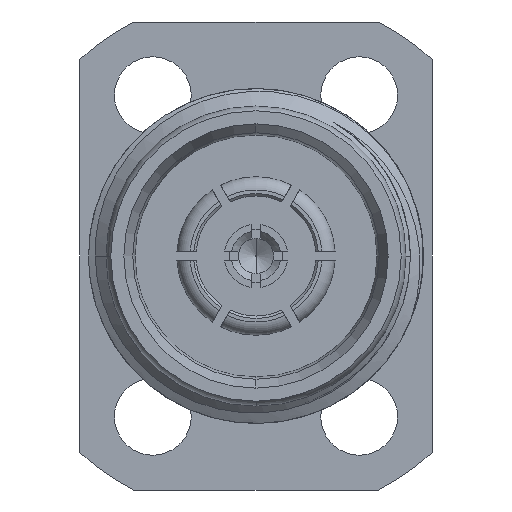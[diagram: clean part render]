
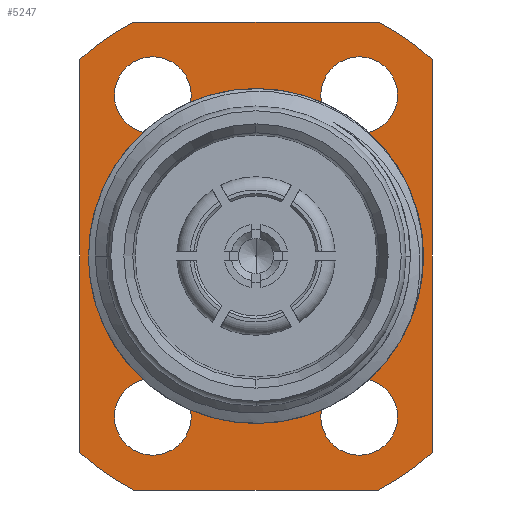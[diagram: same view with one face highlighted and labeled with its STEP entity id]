
A CAD part, left-side view. The second image highlights one B-rep face of the part: STEP entity #5247.
In plain terms, the highlighted planar face has unit normal (-1, 0, 0).
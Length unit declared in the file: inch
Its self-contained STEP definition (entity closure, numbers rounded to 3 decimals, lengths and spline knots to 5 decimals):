
#710=CARTESIAN_POINT('',(0.24409,0.,0.));
#711=DIRECTION('',(-1.,0.,0.));
#712=DIRECTION('',(0.,0.463,0.886));
#713=AXIS2_PLACEMENT_3D('',#710,#711,#712);
#715=DIRECTION('',(0.,1.,0.));
#716=VECTOR('',#715,0.40101);
#717=CARTESIAN_POINT('',(0.24409,-0.20051,
0.38386));
#718=LINE('',#717,#716);
#719=CARTESIAN_POINT('',(0.24409,0.,0.));
#720=DIRECTION('',(-1.,0.,0.));
#721=DIRECTION('',(0.,-0.668,0.744));
#722=AXIS2_PLACEMENT_3D('',#719,#720,#721);
#724=DIRECTION('',(0.,0.,1.));
#725=VECTOR('',#724,0.64441);
#726=CARTESIAN_POINT('',(0.24409,-0.28937,
-0.3222));
#727=LINE('',#726,#725);
#728=CARTESIAN_POINT('',(0.24409,0.,0.));
#729=DIRECTION('',(-1.,0.,0.));
#730=DIRECTION('',(0.,-0.463,-0.886));
#731=AXIS2_PLACEMENT_3D('',#728,#729,#730);
#733=DIRECTION('',(0.,-1.,0.));
#734=VECTOR('',#733,0.40101);
#735=CARTESIAN_POINT('',(0.24409,0.20051,
-0.38386));
#736=LINE('',#735,#734);
#737=CARTESIAN_POINT('',(0.24409,0.,0.));
#738=DIRECTION('',(-1.,0.,0.));
#739=DIRECTION('',(0.,0.668,-0.744));
#740=AXIS2_PLACEMENT_3D('',#737,#738,#739);
#742=DIRECTION('',(0.,0.,-1.));
#743=VECTOR('',#742,0.64441);
#744=CARTESIAN_POINT('',(0.24409,0.28937,
0.3222));
#745=LINE('',#744,#743);
#746=CARTESIAN_POINT('',(0.24409,0.,0.));
#747=DIRECTION('',(-1.,0.,0.));
#748=DIRECTION('',(0.,0.,-1.));
#749=AXIS2_PLACEMENT_3D('',#746,#747,#748);
#751=CARTESIAN_POINT('',(0.24409,0.,0.));
#752=DIRECTION('',(1.,0.,0.));
#753=DIRECTION('',(0.,0.,-1.));
#754=AXIS2_PLACEMENT_3D('',#751,#752,#753);
#756=CARTESIAN_POINT('',(0.24409,0.16929,
0.26378));
#757=DIRECTION('',(1.,0.,0.));
#758=DIRECTION('',(0.,0.,-1.));
#759=AXIS2_PLACEMENT_3D('',#756,#757,#758);
#761=CARTESIAN_POINT('',(0.24409,0.16929,
0.26378));
#762=DIRECTION('',(1.,0.,0.));
#763=DIRECTION('',(0.,0.,1.));
#764=AXIS2_PLACEMENT_3D('',#761,#762,#763);
#766=CARTESIAN_POINT('',(0.24409,0.16929,
-0.26378));
#767=DIRECTION('',(1.,0.,0.));
#768=DIRECTION('',(0.,0.,-1.));
#769=AXIS2_PLACEMENT_3D('',#766,#767,#768);
#771=CARTESIAN_POINT('',(0.24409,0.16929,
-0.26378));
#772=DIRECTION('',(1.,0.,0.));
#773=DIRECTION('',(0.,0.,1.));
#774=AXIS2_PLACEMENT_3D('',#771,#772,#773);
#776=CARTESIAN_POINT('',(0.24409,-0.16929,
0.26378));
#777=DIRECTION('',(1.,0.,0.));
#778=DIRECTION('',(0.,0.,-1.));
#779=AXIS2_PLACEMENT_3D('',#776,#777,#778);
#781=CARTESIAN_POINT('',(0.24409,-0.16929,
0.26378));
#782=DIRECTION('',(1.,0.,0.));
#783=DIRECTION('',(0.,0.,1.));
#784=AXIS2_PLACEMENT_3D('',#781,#782,#783);
#786=CARTESIAN_POINT('',(0.24409,-0.16929,
-0.26378));
#787=DIRECTION('',(1.,0.,0.));
#788=DIRECTION('',(0.,0.,-1.));
#789=AXIS2_PLACEMENT_3D('',#786,#787,#788);
#791=CARTESIAN_POINT('',(0.24409,-0.16929,
-0.26378));
#792=DIRECTION('',(1.,0.,0.));
#793=DIRECTION('',(0.,0.,1.));
#794=AXIS2_PLACEMENT_3D('',#791,#792,#793);
#3991=CARTESIAN_POINT('',(0.24409,0.,-0.18701));
#3992=CARTESIAN_POINT('',(0.24409,0.,0.18701));
#3993=VERTEX_POINT('',#3991);
#3994=VERTEX_POINT('',#3992);
#4011=CARTESIAN_POINT('',(0.24409,0.16929,
0.20079));
#4012=CARTESIAN_POINT('',(0.24409,0.16929,
0.32677));
#4013=VERTEX_POINT('',#4011);
#4014=VERTEX_POINT('',#4012);
#4015=CARTESIAN_POINT('',(0.24409,0.16929,
-0.32677));
#4016=CARTESIAN_POINT('',(0.24409,0.16929,
-0.20079));
#4017=VERTEX_POINT('',#4015);
#4018=VERTEX_POINT('',#4016);
#4019=CARTESIAN_POINT('',(0.24409,-0.16929,
0.20079));
#4020=CARTESIAN_POINT('',(0.24409,-0.16929,
0.32677));
#4021=VERTEX_POINT('',#4019);
#4022=VERTEX_POINT('',#4020);
#4023=CARTESIAN_POINT('',(0.24409,-0.16929,
-0.32677));
#4024=CARTESIAN_POINT('',(0.24409,-0.16929,
-0.20079));
#4025=VERTEX_POINT('',#4023);
#4026=VERTEX_POINT('',#4024);
#4071=CARTESIAN_POINT('',(0.24409,0.20051,
0.38386));
#4072=CARTESIAN_POINT('',(0.24409,0.28937,
0.3222));
#4073=VERTEX_POINT('',#4071);
#4074=VERTEX_POINT('',#4072);
#4075=CARTESIAN_POINT('',(0.24409,0.28937,
-0.3222));
#4076=CARTESIAN_POINT('',(0.24409,0.20051,
-0.38386));
#4077=VERTEX_POINT('',#4075);
#4078=VERTEX_POINT('',#4076);
#4079=CARTESIAN_POINT('',(0.24409,-0.20051,
-0.38386));
#4080=CARTESIAN_POINT('',(0.24409,-0.28937,
-0.3222));
#4081=VERTEX_POINT('',#4079);
#4082=VERTEX_POINT('',#4080);
#4083=CARTESIAN_POINT('',(0.24409,-0.28937,
0.3222));
#4084=CARTESIAN_POINT('',(0.24409,-0.20051,
0.38386));
#4085=VERTEX_POINT('',#4083);
#4086=VERTEX_POINT('',#4084);
#5196=CARTESIAN_POINT('',(0.24409,0.,0.));
#5197=DIRECTION('',(-1.,0.,0.));
#5198=DIRECTION('',(0.,1.,0.));
#5199=AXIS2_PLACEMENT_3D('',#5196,#5197,#5198);
#5200=PLANE('',#5199);
#5202=ORIENTED_EDGE('',*,*,#5201,.F.);
#5204=ORIENTED_EDGE('',*,*,#5203,.F.);
#5206=ORIENTED_EDGE('',*,*,#5205,.F.);
#5208=ORIENTED_EDGE('',*,*,#5207,.F.);
#5210=ORIENTED_EDGE('',*,*,#5209,.F.);
#5212=ORIENTED_EDGE('',*,*,#5211,.F.);
#5214=ORIENTED_EDGE('',*,*,#5213,.F.);
#5216=ORIENTED_EDGE('',*,*,#5215,.F.);
#5217=EDGE_LOOP('',(#5202,#5204,#5206,#5208,#5210,#5212,#5214,#5216));
#5218=FACE_OUTER_BOUND('',#5217,.F.);
#5219=ORIENTED_EDGE('',*,*,#5165,.T.);
#5220=ORIENTED_EDGE('',*,*,#5150,.F.);
#5221=EDGE_LOOP('',(#5219,#5220));
#5222=FACE_BOUND('',#5221,.F.);
#5224=ORIENTED_EDGE('',*,*,#5223,.F.);
#5226=ORIENTED_EDGE('',*,*,#5225,.F.);
#5227=EDGE_LOOP('',(#5224,#5226));
#5228=FACE_BOUND('',#5227,.F.);
#5230=ORIENTED_EDGE('',*,*,#5229,.F.);
#5232=ORIENTED_EDGE('',*,*,#5231,.F.);
#5233=EDGE_LOOP('',(#5230,#5232));
#5234=FACE_BOUND('',#5233,.F.);
#5236=ORIENTED_EDGE('',*,*,#5235,.F.);
#5238=ORIENTED_EDGE('',*,*,#5237,.F.);
#5239=EDGE_LOOP('',(#5236,#5238));
#5240=FACE_BOUND('',#5239,.F.);
#5242=ORIENTED_EDGE('',*,*,#5241,.F.);
#5244=ORIENTED_EDGE('',*,*,#5243,.F.);
#5245=EDGE_LOOP('',(#5242,#5244));
#5246=FACE_BOUND('',#5245,.F.);
#5247=ADVANCED_FACE('',(#5218,#5222,#5228,#5234,#5240,#5246),#5200,.T.);
#714=CIRCLE('',#713,0.43307);
#723=CIRCLE('',#722,0.43307);
#732=CIRCLE('',#731,0.43307);
#741=CIRCLE('',#740,0.43307);
#750=CIRCLE('',#749,0.18701);
#755=CIRCLE('',#754,0.18701);
#760=CIRCLE('',#759,0.06299);
#765=CIRCLE('',#764,0.06299);
#770=CIRCLE('',#769,0.06299);
#775=CIRCLE('',#774,0.06299);
#780=CIRCLE('',#779,0.06299);
#785=CIRCLE('',#784,0.06299);
#790=CIRCLE('',#789,0.06299);
#795=CIRCLE('',#794,0.06299);
#5150=EDGE_CURVE('',#3993,#3994,#755,.T.);
#5165=EDGE_CURVE('',#3993,#3994,#750,.T.);
#5201=EDGE_CURVE('',#4073,#4074,#714,.T.);
#5203=EDGE_CURVE('',#4086,#4073,#718,.T.);
#5205=EDGE_CURVE('',#4085,#4086,#723,.T.);
#5207=EDGE_CURVE('',#4082,#4085,#727,.T.);
#5209=EDGE_CURVE('',#4081,#4082,#732,.T.);
#5211=EDGE_CURVE('',#4078,#4081,#736,.T.);
#5213=EDGE_CURVE('',#4077,#4078,#741,.T.);
#5215=EDGE_CURVE('',#4074,#4077,#745,.T.);
#5223=EDGE_CURVE('',#4013,#4014,#760,.T.);
#5225=EDGE_CURVE('',#4014,#4013,#765,.T.);
#5229=EDGE_CURVE('',#4017,#4018,#770,.T.);
#5231=EDGE_CURVE('',#4018,#4017,#775,.T.);
#5235=EDGE_CURVE('',#4021,#4022,#780,.T.);
#5237=EDGE_CURVE('',#4022,#4021,#785,.T.);
#5241=EDGE_CURVE('',#4025,#4026,#790,.T.);
#5243=EDGE_CURVE('',#4026,#4025,#795,.T.);
